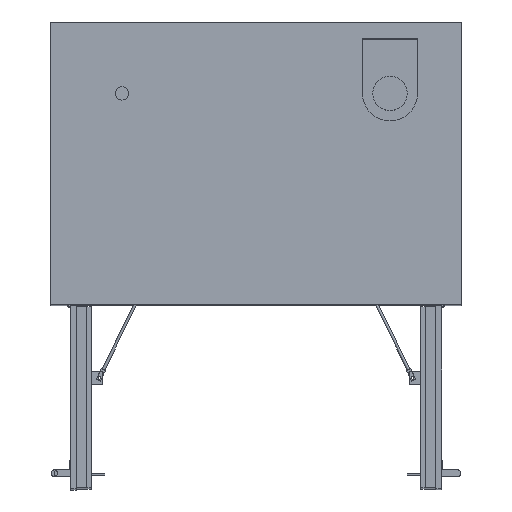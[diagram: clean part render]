
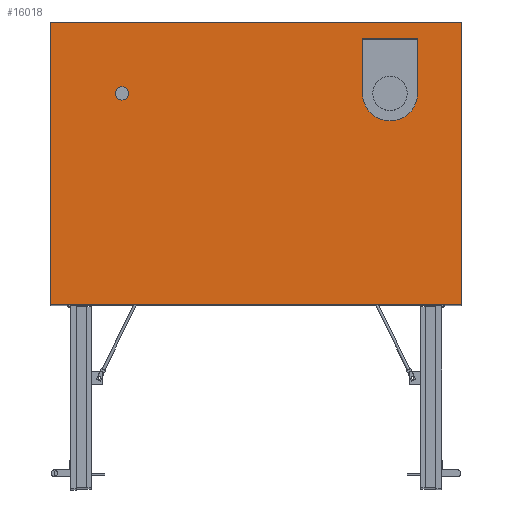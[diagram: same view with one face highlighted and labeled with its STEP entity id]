
A CAD part, top view. The second image highlights one B-rep face of the part: STEP entity #16018.
In plain terms, the highlighted planar face has unit normal (0, 0, 1).
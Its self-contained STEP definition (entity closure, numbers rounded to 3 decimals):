
#447=FACE_BOUND('',#2606,.T.);
#448=FACE_BOUND('',#2607,.T.);
#739=CIRCLE('',#16998,60.);
#744=CIRCLE('',#17025,14.5);
#1718=FACE_OUTER_BOUND('',#2605,.T.);
#2605=EDGE_LOOP('',(#11316,#11317,#11318,#11319));
#2606=EDGE_LOOP('',(#11320));
#2607=EDGE_LOOP('',(#11321,#11322,#11323,#11324));
#3663=LINE('',#21651,#5433);
#3735=LINE('',#21804,#5505);
#3742=LINE('',#21819,#5512);
#3781=LINE('',#21911,#5551);
#3792=LINE('',#21937,#5562);
#3800=LINE('',#21955,#5570);
#3801=LINE('',#21957,#5571);
#5433=VECTOR('',#18007,10.);
#5505=VECTOR('',#18135,10.);
#5512=VECTOR('',#18148,10.);
#5551=VECTOR('',#18243,10.);
#5562=VECTOR('',#18270,10.);
#5570=VECTOR('',#18294,10.);
#5571=VECTOR('',#18297,10.);
#7193=VERTEX_POINT('',#21648);
#7194=VERTEX_POINT('',#21650);
#7246=VERTEX_POINT('',#21801);
#7247=VERTEX_POINT('',#21803);
#7249=VERTEX_POINT('',#21809);
#7252=VERTEX_POINT('',#21817);
#7277=VERTEX_POINT('',#21905);
#7283=VERTEX_POINT('',#21934);
#7284=VERTEX_POINT('',#21936);
#8715=EDGE_CURVE('',#7194,#7193,#3663,.T.);
#8793=EDGE_CURVE('',#7247,#7246,#3735,.T.);
#8797=EDGE_CURVE('',#7246,#7249,#739,.T.);
#8801=EDGE_CURVE('',#7249,#7252,#3742,.T.);
#8842=EDGE_CURVE('',#7277,#7277,#744,.T.);
#8845=EDGE_CURVE('',#7252,#7247,#3781,.T.);
#8856=EDGE_CURVE('',#7284,#7283,#3792,.T.);
#8864=EDGE_CURVE('',#7283,#7194,#3800,.T.);
#8865=EDGE_CURVE('',#7193,#7284,#3801,.T.);
#11316=ORIENTED_EDGE('',*,*,#8715,.T.);
#11317=ORIENTED_EDGE('',*,*,#8865,.T.);
#11318=ORIENTED_EDGE('',*,*,#8856,.T.);
#11319=ORIENTED_EDGE('',*,*,#8864,.T.);
#11320=ORIENTED_EDGE('',*,*,#8842,.T.);
#11321=ORIENTED_EDGE('',*,*,#8801,.T.);
#11322=ORIENTED_EDGE('',*,*,#8845,.T.);
#11323=ORIENTED_EDGE('',*,*,#8793,.T.);
#11324=ORIENTED_EDGE('',*,*,#8797,.T.);
#15350=PLANE('',#17046);
#16018=ADVANCED_FACE('',(#1718,#447,#448),#15350,.T.);
#16998=AXIS2_PLACEMENT_3D('',#21811,#18141,#18142);
#17025=AXIS2_PLACEMENT_3D('',#21906,#18235,#18236);
#17046=AXIS2_PLACEMENT_3D('',#21959,#18300,#18301);
#18007=DIRECTION('',(1.,0.,0.));
#18135=DIRECTION('',(0.,-1.,0.));
#18141=DIRECTION('center_axis',(0.,0.,-1.));
#18142=DIRECTION('ref_axis',(-1.,0.,0.));
#18148=DIRECTION('',(0.,1.,0.));
#18235=DIRECTION('center_axis',(0.,0.,-1.));
#18236=DIRECTION('ref_axis',(-1.,0.,0.));
#18243=DIRECTION('',(1.,0.,0.));
#18270=DIRECTION('',(-1.,0.,0.));
#18294=DIRECTION('',(0.,-1.,0.));
#18297=DIRECTION('',(0.,1.,0.));
#18300=DIRECTION('center_axis',(0.,0.,1.));
#18301=DIRECTION('ref_axis',(1.,0.,0.));
#21648=CARTESIAN_POINT('',(446.88,-307.5,974.625));
#21650=CARTESIAN_POINT('',(-446.88,-307.5,974.625));
#21651=CARTESIAN_POINT('',(-446.88,-307.5,974.625));
#21801=CARTESIAN_POINT('',(352.,151.98,974.625));
#21803=CARTESIAN_POINT('',(352.,271.5,974.625));
#21804=CARTESIAN_POINT('',(352.,135.75,974.625));
#21809=CARTESIAN_POINT('',(232.,151.98,974.625));
#21811=CARTESIAN_POINT('Origin',(292.,151.98,974.625));
#21817=CARTESIAN_POINT('',(232.,271.5,974.625));
#21819=CARTESIAN_POINT('',(232.,75.99,974.625));
#21905=CARTESIAN_POINT('',(-277.5,151.98,974.625));
#21906=CARTESIAN_POINT('Origin',(-292.,151.98,974.625));
#21911=CARTESIAN_POINT('',(116.,271.5,974.625));
#21934=CARTESIAN_POINT('',(-446.88,307.5,974.625));
#21936=CARTESIAN_POINT('',(446.88,307.5,974.625));
#21937=CARTESIAN_POINT('',(446.88,307.5,974.625));
#21955=CARTESIAN_POINT('',(-446.88,307.5,974.625));
#21957=CARTESIAN_POINT('',(446.88,-307.5,974.625));
#21959=CARTESIAN_POINT('Origin',(0.,0.,
974.625));
